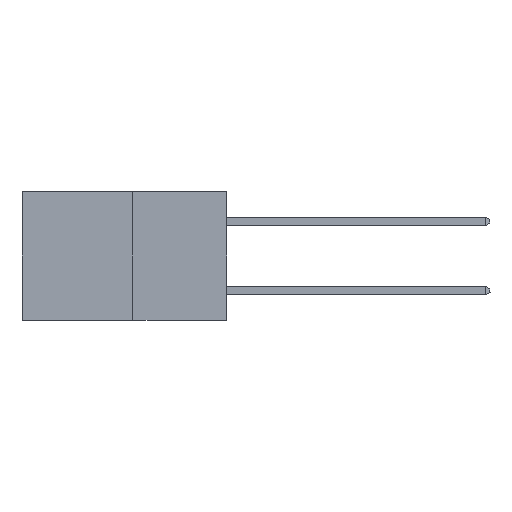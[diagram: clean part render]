
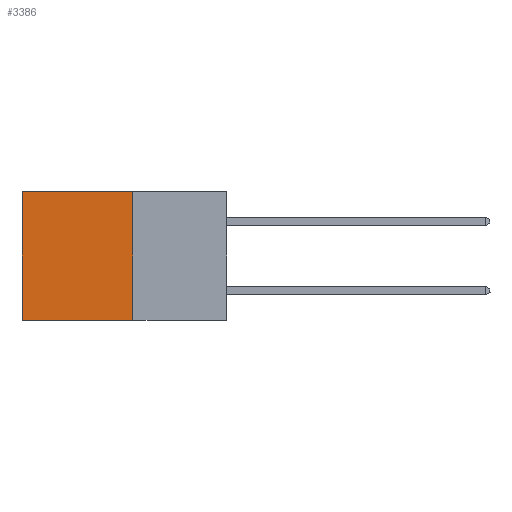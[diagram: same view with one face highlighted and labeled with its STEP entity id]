
A CAD part, left-side view. The second image highlights one B-rep face of the part: STEP entity #3386.
In plain terms, the highlighted planar face has unit normal (-1, 0, 0).
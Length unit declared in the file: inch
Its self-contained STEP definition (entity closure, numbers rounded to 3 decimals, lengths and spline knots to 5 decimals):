
#173 = CARTESIAN_POINT ( 'NONE',  ( 0.277, 0.27, -0.37 ) ) ;
#1878 = LINE ( 'NONE', #12543, #13325 ) ;
#1889 = EDGE_CURVE ( 'NONE', #14909, #14163, #15030, .T. ) ;
#1919 = VERTEX_POINT ( 'NONE', #6595 ) ;
#2038 = ORIENTED_EDGE ( 'NONE', *, *, #1889, .F. ) ;
#2212 = DIRECTION ( 'NONE',  ( 0., 0., -1. ) ) ;
#2348 = VERTEX_POINT ( 'NONE', #10763 ) ;
#2487 = ORIENTED_EDGE ( 'NONE', *, *, #5209, .T. ) ;
#2672 = DIRECTION ( 'NONE',  ( 1., 0., 0. ) ) ;
#3095 = DIRECTION ( 'NONE',  ( 0., 0., -1. ) ) ;
#3386 = ADVANCED_FACE ( 'NONE', ( #6903 ), #4361, .F. ) ;
#3792 = AXIS2_PLACEMENT_3D ( 'NONE', #4282, #2672, #2212 ) ;
#3948 = ORIENTED_EDGE ( 'NONE', *, *, #11762, .T. ) ;
#4282 = CARTESIAN_POINT ( 'NONE',  ( 0.277, 0.27, -0.37 ) ) ;
#4361 = PLANE ( 'NONE',  #3792 ) ;
#4564 = LINE ( 'NONE', #173, #10435 ) ;
#5105 = CARTESIAN_POINT ( 'NONE',  ( 0.277, 0.27, -0.37 ) ) ;
#5209 = EDGE_CURVE ( 'NONE', #14909, #1919, #11651, .T. ) ;
#6050 = VECTOR ( 'NONE', #13405, 39.37008 ) ;
#6595 = CARTESIAN_POINT ( 'NONE',  ( 0.277, 0.59, 0. ) ) ;
#6903 = FACE_OUTER_BOUND ( 'NONE', #14411, .T. ) ;
#7413 = VECTOR ( 'NONE', #11934, 39.37008 ) ;
#7694 = ORIENTED_EDGE ( 'NONE', *, *, #8288, .F. ) ;
#8288 = EDGE_CURVE ( 'NONE', #14163, #2348, #4564, .T. ) ;
#8659 = CARTESIAN_POINT ( 'NONE',  ( 0.277, 0.27, 0. ) ) ;
#10435 = VECTOR ( 'NONE', #13184, 39.37008 ) ;
#10763 = CARTESIAN_POINT ( 'NONE',  ( 0.277, 0.59, -0.37 ) ) ;
#10790 = CARTESIAN_POINT ( 'NONE',  ( 0.277, 0.27, 0. ) ) ;
#10837 = CARTESIAN_POINT ( 'NONE',  ( 0.277, 0.27, -0.37 ) ) ;
#11651 = LINE ( 'NONE', #10790, #7413 ) ;
#11762 = EDGE_CURVE ( 'NONE', #1919, #2348, #1878, .T. ) ;
#11934 = DIRECTION ( 'NONE',  ( 0., 1., 0. ) ) ;
#12543 = CARTESIAN_POINT ( 'NONE',  ( 0.277, 0.59, -0.37 ) ) ;
#13184 = DIRECTION ( 'NONE',  ( 0., 1., 0. ) ) ;
#13325 = VECTOR ( 'NONE', #3095, 39.37008 ) ;
#13405 = DIRECTION ( 'NONE',  ( 0., 0., -1. ) ) ;
#14163 = VERTEX_POINT ( 'NONE', #5105 ) ;
#14411 = EDGE_LOOP ( 'NONE', ( #3948, #7694, #2038, #2487 ) ) ;
#14909 = VERTEX_POINT ( 'NONE', #8659 ) ;
#15030 = LINE ( 'NONE', #10837, #6050 ) ;
